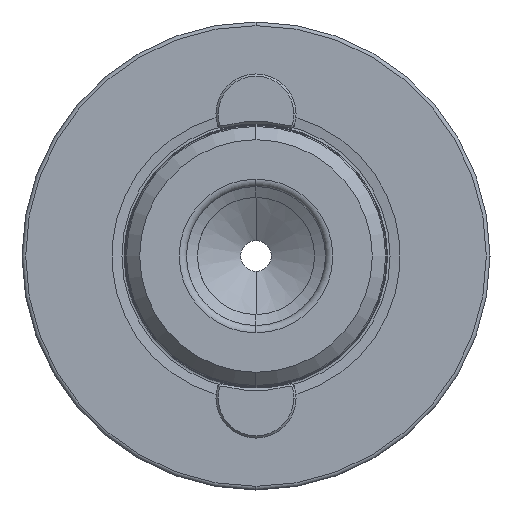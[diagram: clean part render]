
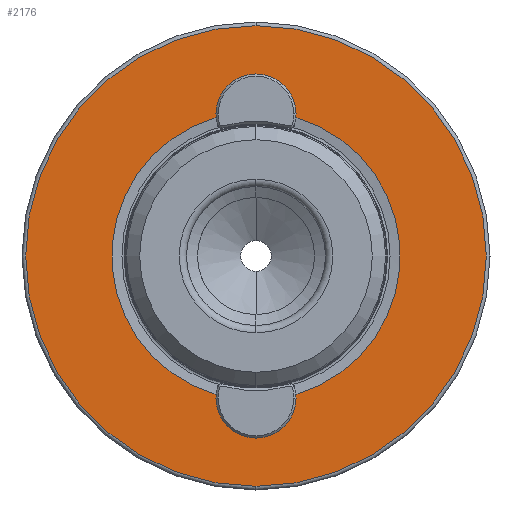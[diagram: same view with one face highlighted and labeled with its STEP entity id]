
A CAD part, left-side view. The second image highlights one B-rep face of the part: STEP entity #2176.
In plain terms, the highlighted planar face has unit normal (-1, 0, 0).
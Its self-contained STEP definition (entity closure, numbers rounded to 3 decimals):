
#122 = EDGE_LOOP ( 'NONE', ( #1131, #1195, #1144, #3334, #1091, #4648 ) ) ;
#176 = CARTESIAN_POINT ( 'NONE',  ( 0., -2.305, -19.58 ) ) ;
#286 = CARTESIAN_POINT ( 'NONE',  ( 0., 0., 24.5 ) ) ;
#496 = EDGE_LOOP ( 'NONE', ( #1034, #1843 ) ) ;
#812 = DIRECTION ( 'NONE',  ( 0., 0., 1. ) ) ;
#825 = DIRECTION ( 'NONE',  ( -1., 0., 0. ) ) ;
#860 = CARTESIAN_POINT ( 'NONE',  ( 0., 0., 0. ) ) ;
#1027 = VERTEX_POINT ( 'NONE', #1723 ) ;
#1034 = ORIENTED_EDGE ( 'NONE', *, *, #4570, .T. ) ;
#1091 = ORIENTED_EDGE ( 'NONE', *, *, #2449, .F. ) ;
#1131 = ORIENTED_EDGE ( 'NONE', *, *, #1949, .F. ) ;
#1135 = DIRECTION ( 'NONE',  ( 0., 0., 1. ) ) ;
#1144 = ORIENTED_EDGE ( 'NONE', *, *, #2178, .F. ) ;
#1157 = DIRECTION ( 'NONE',  ( -1., 0., 0. ) ) ;
#1186 = CARTESIAN_POINT ( 'NONE',  ( 0., 0., 0. ) ) ;
#1195 = ORIENTED_EDGE ( 'NONE', *, *, #2010, .F. ) ;
#1302 = DIRECTION ( 'NONE',  ( 0., 0., 1. ) ) ;
#1307 = DIRECTION ( 'NONE',  ( -1., 0., 0. ) ) ;
#1333 = CARTESIAN_POINT ( 'NONE',  ( 0., 0., -21.5 ) ) ;
#1620 = VERTEX_POINT ( 'NONE', #176 ) ;
#1723 = CARTESIAN_POINT ( 'NONE',  ( 0., 2.305, -19.58 ) ) ;
#1802 = AXIS2_PLACEMENT_3D ( 'NONE', #4710, #4705, #4701 ) ;
#1843 = ORIENTED_EDGE ( 'NONE', *, *, #2040, .T. ) ;
#1866 = AXIS2_PLACEMENT_3D ( 'NONE', #4549, #4531, #4519 ) ;
#1949 = EDGE_CURVE ( 'NONE', #4939, #1027, #3863, .T. ) ;
#1965 = CARTESIAN_POINT ( 'NONE',  ( 0., 0., -31.5 ) ) ;
#2010 = EDGE_CURVE ( 'NONE', #3838, #4939, #3796, .T. ) ;
#2018 = EDGE_CURVE ( 'NONE', #1027, #4372, #2768, .T. ) ;
#2040 = EDGE_CURVE ( 'NONE', #2353, #4181, #3386, .T. ) ;
#2176 = ADVANCED_FACE ( 'NONE', ( #2573, #4833 ), #3674, .F. ) ;
#2178 = EDGE_CURVE ( 'NONE', #3309, #3838, #4663, .T. ) ;
#2188 = AXIS2_PLACEMENT_3D ( 'NONE', #1333, #1307, #1302 ) ;
#2328 = CARTESIAN_POINT ( 'NONE',  ( 0., 2.305, 19.58 ) ) ;
#2336 = CARTESIAN_POINT ( 'NONE',  ( 0., 0., -24.5 ) ) ;
#2353 = VERTEX_POINT ( 'NONE', #1965 ) ;
#2418 = AXIS2_PLACEMENT_3D ( 'NONE', #4769, #4758, #4754 ) ;
#2449 = EDGE_CURVE ( 'NONE', #4372, #1620, #3067, .T. ) ;
#2573 = FACE_BOUND ( 'NONE', #122, .T. ) ;
#2739 = CIRCLE ( 'NONE', #4502, 19.715 ) ;
#2768 = CIRCLE ( 'NONE', #1802, 3. ) ;
#2975 = CARTESIAN_POINT ( 'NONE',  ( 0., 0., 31.5 ) ) ;
#3067 = CIRCLE ( 'NONE', #2188, 3. ) ;
#3162 = CIRCLE ( 'NONE', #4829, 31.5 ) ;
#3309 = VERTEX_POINT ( 'NONE', #4804 ) ;
#3334 = ORIENTED_EDGE ( 'NONE', *, *, #4652, .F. ) ;
#3386 = CIRCLE ( 'NONE', #1866, 31.5 ) ;
#3389 = DIRECTION ( 'NONE',  ( 0., 0., 1. ) ) ;
#3410 = DIRECTION ( 'NONE',  ( -1., 0., 0. ) ) ;
#3428 = CARTESIAN_POINT ( 'NONE',  ( 0., 0., 21.5 ) ) ;
#3550 = DIRECTION ( 'NONE',  ( 0., 0., -1. ) ) ;
#3556 = DIRECTION ( 'NONE',  ( 1., 0., 0. ) ) ;
#3578 = CARTESIAN_POINT ( 'NONE',  ( 0., 0., -19.715 ) ) ;
#3674 = PLANE ( 'NONE',  #4041 ) ;
#3796 = CIRCLE ( 'NONE', #2418, 3. ) ;
#3838 = VERTEX_POINT ( 'NONE', #286 ) ;
#3863 = CIRCLE ( 'NONE', #4834, 19.715 ) ;
#4041 = AXIS2_PLACEMENT_3D ( 'NONE', #3578, #3556, #3550 ) ;
#4100 = AXIS2_PLACEMENT_3D ( 'NONE', #3428, #3410, #3389 ) ;
#4181 = VERTEX_POINT ( 'NONE', #2975 ) ;
#4372 = VERTEX_POINT ( 'NONE', #2336 ) ;
#4502 = AXIS2_PLACEMENT_3D ( 'NONE', #860, #825, #812 ) ;
#4519 = DIRECTION ( 'NONE',  ( 0., 0., 1. ) ) ;
#4531 = DIRECTION ( 'NONE',  ( -1., 0., 0. ) ) ;
#4549 = CARTESIAN_POINT ( 'NONE',  ( 0., 0., 0. ) ) ;
#4570 = EDGE_CURVE ( 'NONE', #4181, #2353, #3162, .T. ) ;
#4648 = ORIENTED_EDGE ( 'NONE', *, *, #2018, .F. ) ;
#4652 = EDGE_CURVE ( 'NONE', #1620, #3309, #2739, .T. ) ;
#4663 = CIRCLE ( 'NONE', #4100, 3. ) ;
#4701 = DIRECTION ( 'NONE',  ( 0., 0., 1. ) ) ;
#4705 = DIRECTION ( 'NONE',  ( -1., 0., 0. ) ) ;
#4710 = CARTESIAN_POINT ( 'NONE',  ( 0., 0., -21.5 ) ) ;
#4754 = DIRECTION ( 'NONE',  ( 0., 0., 1. ) ) ;
#4758 = DIRECTION ( 'NONE',  ( -1., 0., 0. ) ) ;
#4769 = CARTESIAN_POINT ( 'NONE',  ( 0., 0., 21.5 ) ) ;
#4804 = CARTESIAN_POINT ( 'NONE',  ( 0., -2.305, 19.58 ) ) ;
#4829 = AXIS2_PLACEMENT_3D ( 'NONE', #1186, #1157, #1135 ) ;
#4833 = FACE_OUTER_BOUND ( 'NONE', #496, .T. ) ;
#4834 = AXIS2_PLACEMENT_3D ( 'NONE', #5055, #5043, #5030 ) ;
#4939 = VERTEX_POINT ( 'NONE', #2328 ) ;
#5030 = DIRECTION ( 'NONE',  ( 0., 0., 1. ) ) ;
#5043 = DIRECTION ( 'NONE',  ( -1., 0., 0. ) ) ;
#5055 = CARTESIAN_POINT ( 'NONE',  ( 0., 0., 0. ) ) ;
